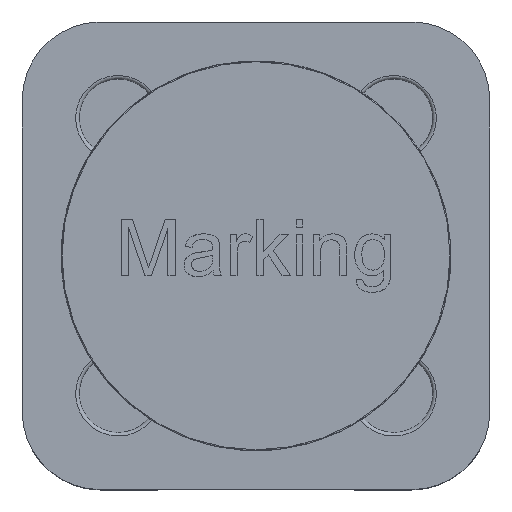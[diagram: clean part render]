
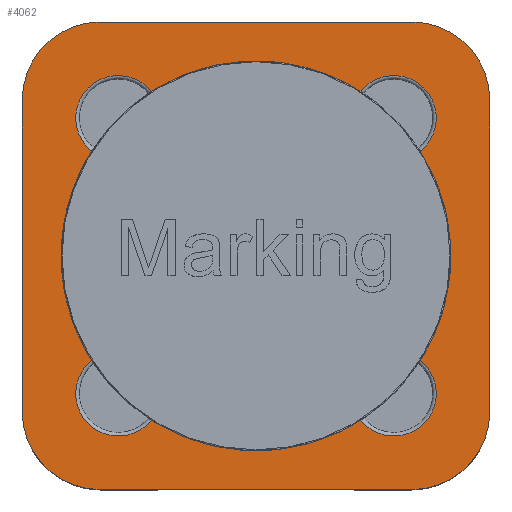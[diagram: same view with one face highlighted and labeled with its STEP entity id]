
A CAD part, top view. The second image highlights one B-rep face of the part: STEP entity #4062.
In plain terms, the highlighted planar face has unit normal (0, 0, 1).
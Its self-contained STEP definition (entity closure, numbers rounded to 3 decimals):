
#2695 = VERTEX_POINT('',#2696);
#2696 = CARTESIAN_POINT('',(6.,4.,5.75));
#2702 = EDGE_CURVE('',#2703,#2695,#2705,.T.);
#2703 = VERTEX_POINT('',#2704);
#2704 = CARTESIAN_POINT('',(6.,-4.,5.75));
#2705 = LINE('',#2706,#2707);
#2706 = CARTESIAN_POINT('',(6.,-6.,5.75));
#2707 = VECTOR('',#2708,1.);
#2708 = DIRECTION('',(0.,1.,0.));
#2724 = EDGE_CURVE('',#2695,#2725,#2727,.T.);
#2725 = VERTEX_POINT('',#2726);
#2726 = CARTESIAN_POINT('',(4.,6.,5.75));
#2727 = CIRCLE('',#2728,2.);
#2728 = AXIS2_PLACEMENT_3D('',#2729,#2730,#2731);
#2729 = CARTESIAN_POINT('',(4.,4.,5.75));
#2730 = DIRECTION('',(0.,0.,1.));
#2731 = DIRECTION('',(1.,0.,0.));
#2749 = EDGE_CURVE('',#2750,#2703,#2752,.T.);
#2750 = VERTEX_POINT('',#2751);
#2751 = CARTESIAN_POINT('',(4.,-6.,5.75));
#2752 = CIRCLE('',#2753,2.);
#2753 = AXIS2_PLACEMENT_3D('',#2754,#2755,#2756);
#2754 = CARTESIAN_POINT('',(4.,-4.,5.75));
#2755 = DIRECTION('',(0.,0.,1.));
#2756 = DIRECTION('',(1.,0.,0.));
#3135 = EDGE_CURVE('',#3136,#3138,#3140,.T.);
#3136 = VERTEX_POINT('',#3137);
#3137 = CARTESIAN_POINT('',(-6.,-4.,5.75));
#3138 = VERTEX_POINT('',#3139);
#3139 = CARTESIAN_POINT('',(-4.,-6.,5.75));
#3140 = CIRCLE('',#3141,2.);
#3141 = AXIS2_PLACEMENT_3D('',#3142,#3143,#3144);
#3142 = CARTESIAN_POINT('',(-4.,-4.,5.75));
#3143 = DIRECTION('',(0.,0.,1.));
#3144 = DIRECTION('',(1.,0.,0.));
#3177 = EDGE_CURVE('',#3178,#3136,#3180,.T.);
#3178 = VERTEX_POINT('',#3179);
#3179 = CARTESIAN_POINT('',(-6.,4.,5.75));
#3180 = LINE('',#3181,#3182);
#3181 = CARTESIAN_POINT('',(-6.,6.,5.75));
#3182 = VECTOR('',#3183,1.);
#3183 = DIRECTION('',(0.,-1.,0.));
#3215 = EDGE_CURVE('',#3216,#3178,#3218,.T.);
#3216 = VERTEX_POINT('',#3217);
#3217 = CARTESIAN_POINT('',(-4.,6.,5.75));
#3218 = CIRCLE('',#3219,2.);
#3219 = AXIS2_PLACEMENT_3D('',#3220,#3221,#3222);
#3220 = CARTESIAN_POINT('',(-4.,4.,5.75));
#3221 = DIRECTION('',(0.,0.,1.));
#3222 = DIRECTION('',(1.,0.,0.));
#4062 = ADVANCED_FACE('',(#4063,#4083),#4157,.T.);
#4063 = FACE_BOUND('',#4064,.T.);
#4064 = EDGE_LOOP('',(#4065,#4066,#4067,#4073,#4074,#4075,#4076,#4082));
#4065 = ORIENTED_EDGE('',*,*,#3177,.T.);
#4066 = ORIENTED_EDGE('',*,*,#3135,.T.);
#4067 = ORIENTED_EDGE('',*,*,#4068,.T.);
#4068 = EDGE_CURVE('',#3138,#2750,#4069,.T.);
#4069 = LINE('',#4070,#4071);
#4070 = CARTESIAN_POINT('',(-6.,-6.,5.75));
#4071 = VECTOR('',#4072,1.);
#4072 = DIRECTION('',(1.,0.,0.));
#4073 = ORIENTED_EDGE('',*,*,#2749,.T.);
#4074 = ORIENTED_EDGE('',*,*,#2702,.T.);
#4075 = ORIENTED_EDGE('',*,*,#2724,.T.);
#4076 = ORIENTED_EDGE('',*,*,#4077,.T.);
#4077 = EDGE_CURVE('',#2725,#3216,#4078,.T.);
#4078 = LINE('',#4079,#4080);
#4079 = CARTESIAN_POINT('',(6.,6.,5.75));
#4080 = VECTOR('',#4081,1.);
#4081 = DIRECTION('',(-1.,0.,0.));
#4082 = ORIENTED_EDGE('',*,*,#3215,.T.);
#4083 = FACE_BOUND('',#4084,.T.);
#4084 = EDGE_LOOP('',(#4085,#4096,#4105,#4114,#4123,#4132,#4141,#4150));
#4085 = ORIENTED_EDGE('',*,*,#4086,.T.);
#4086 = EDGE_CURVE('',#4087,#4089,#4091,.T.);
#4087 = VERTEX_POINT('',#4088);
#4088 = CARTESIAN_POINT('',(-4.218,-2.685,5.75));
#4089 = VERTEX_POINT('',#4090);
#4090 = CARTESIAN_POINT('',(-4.218,2.685,5.75));
#4091 = CIRCLE('',#4092,5.);
#4092 = AXIS2_PLACEMENT_3D('',#4093,#4094,#4095);
#4093 = CARTESIAN_POINT('',(0.,0.,5.75));
#4094 = DIRECTION('',(0.,0.,-1.));
#4095 = DIRECTION('',(1.,0.,0.));
#4096 = ORIENTED_EDGE('',*,*,#4097,.F.);
#4097 = EDGE_CURVE('',#4098,#4089,#4100,.T.);
#4098 = VERTEX_POINT('',#4099);
#4099 = CARTESIAN_POINT('',(-2.685,4.218,5.75));
#4100 = CIRCLE('',#4101,1.09);
#4101 = AXIS2_PLACEMENT_3D('',#4102,#4103,#4104);
#4102 = CARTESIAN_POINT('',(-3.536,3.536,5.75));
#4103 = DIRECTION('',(0.,0.,1.));
#4104 = DIRECTION('',(1.,0.,0.));
#4105 = ORIENTED_EDGE('',*,*,#4106,.T.);
#4106 = EDGE_CURVE('',#4098,#4107,#4109,.T.);
#4107 = VERTEX_POINT('',#4108);
#4108 = CARTESIAN_POINT('',(2.685,4.218,5.75));
#4109 = CIRCLE('',#4110,5.);
#4110 = AXIS2_PLACEMENT_3D('',#4111,#4112,#4113);
#4111 = CARTESIAN_POINT('',(0.,0.,5.75));
#4112 = DIRECTION('',(0.,0.,-1.));
#4113 = DIRECTION('',(1.,0.,0.));
#4114 = ORIENTED_EDGE('',*,*,#4115,.F.);
#4115 = EDGE_CURVE('',#4116,#4107,#4118,.T.);
#4116 = VERTEX_POINT('',#4117);
#4117 = CARTESIAN_POINT('',(4.218,2.685,5.75));
#4118 = CIRCLE('',#4119,1.09);
#4119 = AXIS2_PLACEMENT_3D('',#4120,#4121,#4122);
#4120 = CARTESIAN_POINT('',(3.536,3.536,5.75));
#4121 = DIRECTION('',(0.,0.,1.));
#4122 = DIRECTION('',(1.,0.,0.));
#4123 = ORIENTED_EDGE('',*,*,#4124,.T.);
#4124 = EDGE_CURVE('',#4116,#4125,#4127,.T.);
#4125 = VERTEX_POINT('',#4126);
#4126 = CARTESIAN_POINT('',(4.218,-2.685,5.75));
#4127 = CIRCLE('',#4128,5.);
#4128 = AXIS2_PLACEMENT_3D('',#4129,#4130,#4131);
#4129 = CARTESIAN_POINT('',(0.,0.,5.75));
#4130 = DIRECTION('',(0.,0.,-1.));
#4131 = DIRECTION('',(1.,0.,0.));
#4132 = ORIENTED_EDGE('',*,*,#4133,.F.);
#4133 = EDGE_CURVE('',#4134,#4125,#4136,.T.);
#4134 = VERTEX_POINT('',#4135);
#4135 = CARTESIAN_POINT('',(2.685,-4.218,5.75));
#4136 = CIRCLE('',#4137,1.09);
#4137 = AXIS2_PLACEMENT_3D('',#4138,#4139,#4140);
#4138 = CARTESIAN_POINT('',(3.536,-3.536,5.75));
#4139 = DIRECTION('',(0.,0.,1.));
#4140 = DIRECTION('',(1.,0.,0.));
#4141 = ORIENTED_EDGE('',*,*,#4142,.T.);
#4142 = EDGE_CURVE('',#4134,#4143,#4145,.T.);
#4143 = VERTEX_POINT('',#4144);
#4144 = CARTESIAN_POINT('',(-2.685,-4.218,5.75));
#4145 = CIRCLE('',#4146,5.);
#4146 = AXIS2_PLACEMENT_3D('',#4147,#4148,#4149);
#4147 = CARTESIAN_POINT('',(0.,0.,5.75));
#4148 = DIRECTION('',(0.,0.,-1.));
#4149 = DIRECTION('',(1.,0.,0.));
#4150 = ORIENTED_EDGE('',*,*,#4151,.F.);
#4151 = EDGE_CURVE('',#4087,#4143,#4152,.T.);
#4152 = CIRCLE('',#4153,1.09);
#4153 = AXIS2_PLACEMENT_3D('',#4154,#4155,#4156);
#4154 = CARTESIAN_POINT('',(-3.536,-3.536,5.75));
#4155 = DIRECTION('',(0.,0.,1.));
#4156 = DIRECTION('',(1.,0.,0.));
#4157 = PLANE('',#4158);
#4158 = AXIS2_PLACEMENT_3D('',#4159,#4160,#4161);
#4159 = CARTESIAN_POINT('',(-6.,-6.,5.75));
#4160 = DIRECTION('',(0.,0.,1.));
#4161 = DIRECTION('',(1.,0.,0.));
